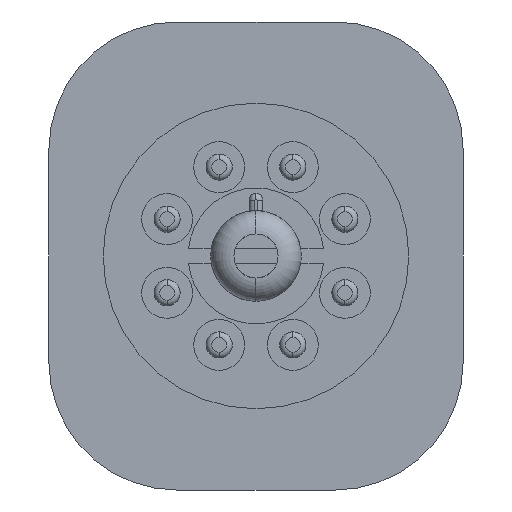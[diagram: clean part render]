
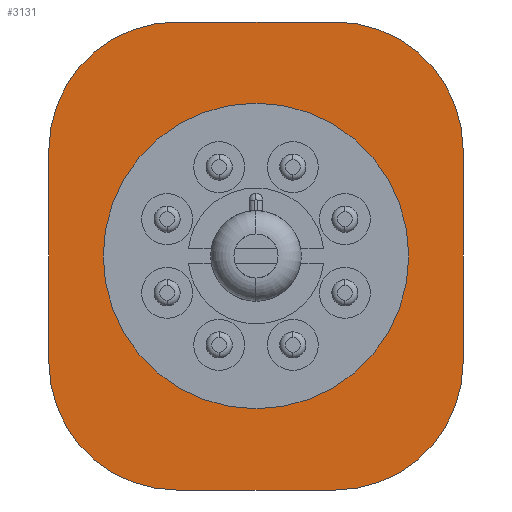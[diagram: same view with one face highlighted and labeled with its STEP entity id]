
A CAD part, front view. The second image highlights one B-rep face of the part: STEP entity #3131.
In plain terms, the highlighted planar face has unit normal (0, -1, 0).
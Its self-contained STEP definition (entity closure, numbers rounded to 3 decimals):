
#176 = LINE ( 'NONE', #6599, #12876 ) ;
#204 = CARTESIAN_POINT ( 'NONE',  ( 7.001, -26.5, -20.676 ) ) ;
#319 = VERTEX_POINT ( 'NONE', #7729 ) ;
#338 = ORIENTED_EDGE ( 'NONE', *, *, #5361, .T. ) ;
#493 = EDGE_LOOP ( 'NONE', ( #2580, #14349, #338, #11044, #1179, #14666, #2783, #12536 ) ) ;
#718 = CARTESIAN_POINT ( 'NONE',  ( 0., -26.5, 0. ) ) ;
#724 = DIRECTION ( 'NONE',  ( 0., 0., 1. ) ) ;
#731 = EDGE_LOOP ( 'NONE', ( #9163, #7844 ) ) ;
#781 = CARTESIAN_POINT ( 'NONE',  ( -18.299, -26.5, -9.376 ) ) ;
#1033 = CARTESIAN_POINT ( 'NONE',  ( 18.301, -26.5, -9.376 ) ) ;
#1155 = DIRECTION ( 'NONE',  ( 0., -1., 0. ) ) ;
#1179 = ORIENTED_EDGE ( 'NONE', *, *, #2907, .T. ) ;
#1264 = EDGE_CURVE ( 'NONE', #1491, #319, #3329, .T. ) ;
#1491 = VERTEX_POINT ( 'NONE', #781 ) ;
#1848 = VERTEX_POINT ( 'NONE', #8290 ) ;
#1947 = DIRECTION ( 'NONE',  ( 0., 0., 1. ) ) ;
#2075 = EDGE_CURVE ( 'NONE', #1848, #1491, #7034, .T. ) ;
#2080 = DIRECTION ( 'NONE',  ( 0., -1., 0. ) ) ;
#2318 = VERTEX_POINT ( 'NONE', #5577 ) ;
#2580 = ORIENTED_EDGE ( 'NONE', *, *, #6979, .T. ) ;
#2647 = AXIS2_PLACEMENT_3D ( 'NONE', #8473, #1155, #9728 ) ;
#2783 = ORIENTED_EDGE ( 'NONE', *, *, #1264, .T. ) ;
#2907 = EDGE_CURVE ( 'NONE', #3166, #1848, #3159, .T. ) ;
#3131 = ADVANCED_FACE ( 'NONE', ( #10846, #4672 ), #7321, .F. ) ;
#3159 = CIRCLE ( 'NONE', #4186, 11.3 ) ;
#3166 = VERTEX_POINT ( 'NONE', #11176 ) ;
#3180 = VERTEX_POINT ( 'NONE', #6268 ) ;
#3329 = CIRCLE ( 'NONE', #12198, 11.3 ) ;
#3533 = CARTESIAN_POINT ( 'NONE',  ( 7.001, -26.5, -20.676 ) ) ;
#3889 = CIRCLE ( 'NONE', #6033, 13.5 ) ;
#3931 = CARTESIAN_POINT ( 'NONE',  ( 18.301, -26.5, -9.376 ) ) ;
#4186 = AXIS2_PLACEMENT_3D ( 'NONE', #5732, #14308, #6956 ) ;
#4288 = AXIS2_PLACEMENT_3D ( 'NONE', #9410, #2080, #10676 ) ;
#4337 = VERTEX_POINT ( 'NONE', #8534 ) ;
#4520 = DIRECTION ( 'NONE',  ( 0., 0., -1. ) ) ;
#4524 = EDGE_CURVE ( 'NONE', #3180, #3166, #176, .T. ) ;
#4672 = FACE_BOUND ( 'NONE', #731, .T. ) ;
#4866 = CIRCLE ( 'NONE', #14726, 11.3 ) ;
#4936 = CARTESIAN_POINT ( 'NONE',  ( -7., -26.5, -9.375 ) ) ;
#5353 = CIRCLE ( 'NONE', #2647, 11.3 ) ;
#5361 = EDGE_CURVE ( 'NONE', #4337, #3180, #4866, .T. ) ;
#5577 = CARTESIAN_POINT ( 'NONE',  ( 0., -26.5, -13.5 ) ) ;
#5626 = DIRECTION ( 'NONE',  ( 0., -1., 0. ) ) ;
#5732 = CARTESIAN_POINT ( 'NONE',  ( -6.999, -26.5, 9.374 ) ) ;
#6033 = AXIS2_PLACEMENT_3D ( 'NONE', #718, #9266, #1947 ) ;
#6070 = LINE ( 'NONE', #204, #12665 ) ;
#6155 = DIRECTION ( 'NONE',  ( 0., 0., 1. ) ) ;
#6171 = EDGE_CURVE ( 'NONE', #7961, #4337, #13110, .T. ) ;
#6268 = CARTESIAN_POINT ( 'NONE',  ( 7.001, -26.5, 20.674 ) ) ;
#6599 = CARTESIAN_POINT ( 'NONE',  ( 7.001, -26.5, 20.674 ) ) ;
#6673 = VECTOR ( 'NONE', #4520, 1000. ) ;
#6956 = DIRECTION ( 'NONE',  ( 0., 0., -1. ) ) ;
#6979 = EDGE_CURVE ( 'NONE', #12264, #7961, #5353, .T. ) ;
#7034 = LINE ( 'NONE', #14328, #6673 ) ;
#7321 = PLANE ( 'NONE',  #10462 ) ;
#7729 = CARTESIAN_POINT ( 'NONE',  ( -6.999, -26.5, -20.676 ) ) ;
#7844 = ORIENTED_EDGE ( 'NONE', *, *, #14513, .F. ) ;
#7961 = VERTEX_POINT ( 'NONE', #1033 ) ;
#8040 = DIRECTION ( 'NONE',  ( 0., -1., 0. ) ) ;
#8290 = CARTESIAN_POINT ( 'NONE',  ( -18.299, -26.5, 9.374 ) ) ;
#8473 = CARTESIAN_POINT ( 'NONE',  ( 7.001, -26.5, -9.376 ) ) ;
#8534 = CARTESIAN_POINT ( 'NONE',  ( 18.301, -26.5, 9.374 ) ) ;
#8755 = DIRECTION ( 'NONE',  ( 1., 0., 0. ) ) ;
#9163 = ORIENTED_EDGE ( 'NONE', *, *, #13900, .F. ) ;
#9266 = DIRECTION ( 'NONE',  ( 0., -1., 0. ) ) ;
#9410 = CARTESIAN_POINT ( 'NONE',  ( 0., -26.5, 0. ) ) ;
#9728 = DIRECTION ( 'NONE',  ( 0., 0., -1. ) ) ;
#9821 = VECTOR ( 'NONE', #14951, 1000. ) ;
#10462 = AXIS2_PLACEMENT_3D ( 'NONE', #4936, #13538, #6155 ) ;
#10545 = CIRCLE ( 'NONE', #4288, 13.5 ) ;
#10676 = DIRECTION ( 'NONE',  ( 0., 0., 1. ) ) ;
#10846 = FACE_OUTER_BOUND ( 'NONE', #493, .T. ) ;
#11044 = ORIENTED_EDGE ( 'NONE', *, *, #4524, .T. ) ;
#11176 = CARTESIAN_POINT ( 'NONE',  ( -6.999, -26.5, 20.674 ) ) ;
#12198 = AXIS2_PLACEMENT_3D ( 'NONE', #15346, #8040, #724 ) ;
#12264 = VERTEX_POINT ( 'NONE', #3533 ) ;
#12536 = ORIENTED_EDGE ( 'NONE', *, *, #15469, .T. ) ;
#12665 = VECTOR ( 'NONE', #8755, 1000. ) ;
#12876 = VECTOR ( 'NONE', #15151, 1000. ) ;
#13029 = CARTESIAN_POINT ( 'NONE',  ( 7.001, -26.5, 9.374 ) ) ;
#13110 = LINE ( 'NONE', #3931, #9821 ) ;
#13538 = DIRECTION ( 'NONE',  ( 0., 1., 0. ) ) ;
#13900 = EDGE_CURVE ( 'NONE', #15819, #2318, #3889, .T. ) ;
#14207 = DIRECTION ( 'NONE',  ( 0., 0., -1. ) ) ;
#14308 = DIRECTION ( 'NONE',  ( 0., -1., 0. ) ) ;
#14328 = CARTESIAN_POINT ( 'NONE',  ( -18.299, -26.5, -9.376 ) ) ;
#14349 = ORIENTED_EDGE ( 'NONE', *, *, #6171, .T. ) ;
#14460 = CARTESIAN_POINT ( 'NONE',  ( 0., -26.5, 13.5 ) ) ;
#14513 = EDGE_CURVE ( 'NONE', #2318, #15819, #10545, .T. ) ;
#14666 = ORIENTED_EDGE ( 'NONE', *, *, #2075, .T. ) ;
#14726 = AXIS2_PLACEMENT_3D ( 'NONE', #13029, #5626, #14207 ) ;
#14951 = DIRECTION ( 'NONE',  ( 0., 0., 1. ) ) ;
#15151 = DIRECTION ( 'NONE',  ( -1., 0., 0. ) ) ;
#15346 = CARTESIAN_POINT ( 'NONE',  ( -6.999, -26.5, -9.376 ) ) ;
#15469 = EDGE_CURVE ( 'NONE', #319, #12264, #6070, .T. ) ;
#15819 = VERTEX_POINT ( 'NONE', #14460 ) ;
